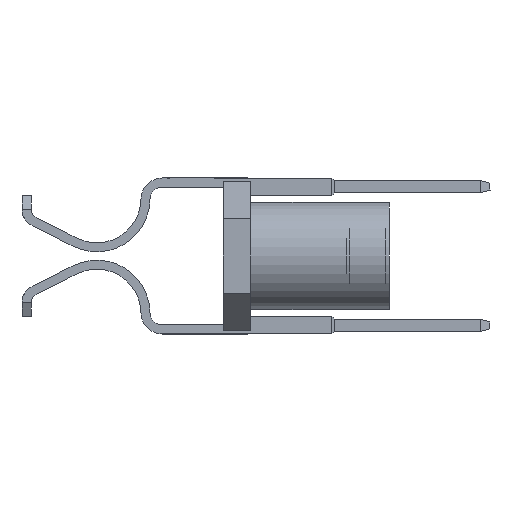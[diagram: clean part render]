
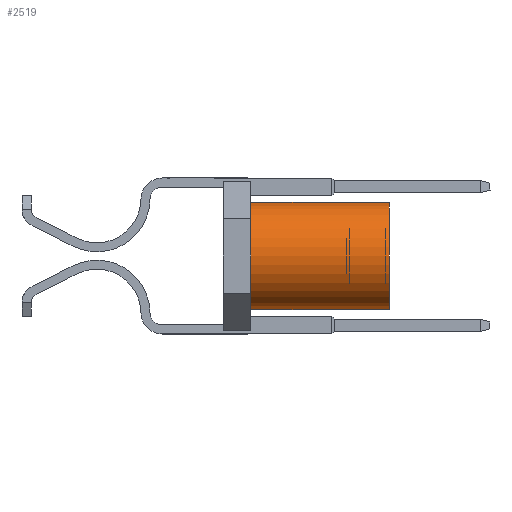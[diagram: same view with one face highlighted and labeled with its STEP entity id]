
A CAD part, left-side view. The second image highlights one B-rep face of the part: STEP entity #2519.
In plain terms, the highlighted cylindrical face has radius 1.968 mm (diameter 3.937 mm), a partial arc.
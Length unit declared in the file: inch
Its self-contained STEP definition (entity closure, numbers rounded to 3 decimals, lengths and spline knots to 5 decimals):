
#97 = EDGE_LOOP ( 'NONE', ( #30459, #1466, #10325, #20451 ) ) ;
#1292 = EDGE_CURVE ( 'NONE', #8095, #4717, #30256, .T. ) ;
#1326 = CARTESIAN_POINT ( 'NONE',  ( 0., 0.24, 0.0775 ) ) ;
#1466 = ORIENTED_EDGE ( 'NONE', *, *, #13446, .F. ) ;
#2519 = ADVANCED_FACE ( 'NONE', ( #21540 ), #14693, .T. ) ;
#2989 = DIRECTION ( 'NONE',  ( 0., 0., 1. ) ) ;
#4280 = VECTOR ( 'NONE', #18483, 39.37008 ) ;
#4717 = VERTEX_POINT ( 'NONE', #8144 ) ;
#6414 = LINE ( 'NONE', #1326, #4280 ) ;
#6728 = CARTESIAN_POINT ( 'NONE',  ( 0., 0.24, -0.0775 ) ) ;
#6853 = DIRECTION ( 'NONE',  ( 0., -1., 0. ) ) ;
#8095 = VERTEX_POINT ( 'NONE', #6728 ) ;
#8144 = CARTESIAN_POINT ( 'NONE',  ( 0., 0.04, -0.0775 ) ) ;
#8363 = AXIS2_PLACEMENT_3D ( 'NONE', #20796, #8384, #2989 ) ;
#8384 = DIRECTION ( 'NONE',  ( 0., 1., 0. ) ) ;
#10033 = DIRECTION ( 'NONE',  ( 0., -1., 0. ) ) ;
#10325 = ORIENTED_EDGE ( 'NONE', *, *, #1292, .T. ) ;
#11533 = AXIS2_PLACEMENT_3D ( 'NONE', #17313, #29907, #32197 ) ;
#11928 = CARTESIAN_POINT ( 'NONE',  ( 0., 0.24, 0. ) ) ;
#12196 = EDGE_CURVE ( 'NONE', #4717, #23979, #17725, .T. ) ;
#13446 = EDGE_CURVE ( 'NONE', #8095, #21841, #25619, .T. ) ;
#14693 = CYLINDRICAL_SURFACE ( 'NONE', #18550, 0.0775 ) ;
#15189 = CARTESIAN_POINT ( 'NONE',  ( 0., 0.24, 0.0775 ) ) ;
#16137 = EDGE_CURVE ( 'NONE', #21841, #23979, #6414, .T. ) ;
#17128 = DIRECTION ( 'NONE',  ( 0., 0., -1. ) ) ;
#17313 = CARTESIAN_POINT ( 'NONE',  ( 0., 0.24, 0. ) ) ;
#17725 = CIRCLE ( 'NONE', #8363, 0.0775 ) ;
#18483 = DIRECTION ( 'NONE',  ( 0., -1., 0. ) ) ;
#18550 = AXIS2_PLACEMENT_3D ( 'NONE', #11928, #6853, #17128 ) ;
#20451 = ORIENTED_EDGE ( 'NONE', *, *, #12196, .T. ) ;
#20796 = CARTESIAN_POINT ( 'NONE',  ( 0., 0.04, 0. ) ) ;
#21540 = FACE_OUTER_BOUND ( 'NONE', #97, .T. ) ;
#21841 = VERTEX_POINT ( 'NONE', #15189 ) ;
#23979 = VERTEX_POINT ( 'NONE', #26861 ) ;
#24738 = CARTESIAN_POINT ( 'NONE',  ( 0., 0.24, -0.0775 ) ) ;
#25619 = CIRCLE ( 'NONE', #11533, 0.0775 ) ;
#26861 = CARTESIAN_POINT ( 'NONE',  ( 0., 0.04, 0.0775 ) ) ;
#29568 = VECTOR ( 'NONE', #10033, 39.37008 ) ;
#29907 = DIRECTION ( 'NONE',  ( 0., 1., 0. ) ) ;
#30256 = LINE ( 'NONE', #24738, #29568 ) ;
#30459 = ORIENTED_EDGE ( 'NONE', *, *, #16137, .F. ) ;
#32197 = DIRECTION ( 'NONE',  ( 0., 0., 1. ) ) ;
